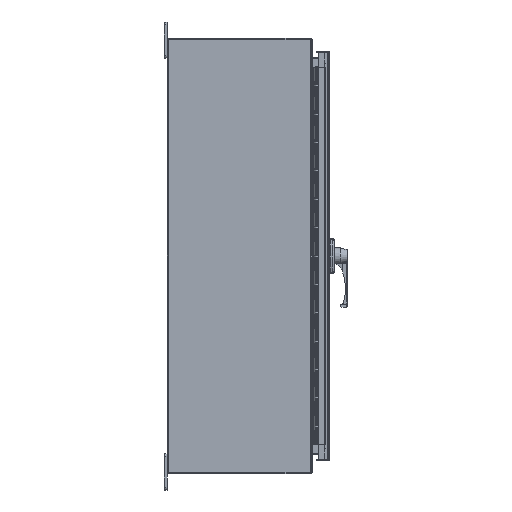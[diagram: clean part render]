
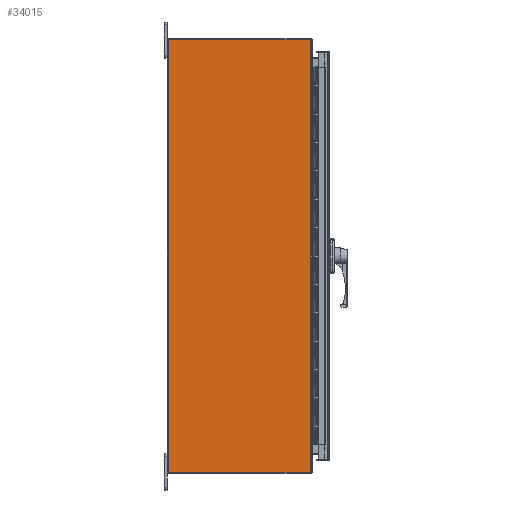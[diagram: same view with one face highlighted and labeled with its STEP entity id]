
A CAD part, left-side view. The second image highlights one B-rep face of the part: STEP entity #34015.
In plain terms, the highlighted planar face has unit normal (-1, 0, 0).
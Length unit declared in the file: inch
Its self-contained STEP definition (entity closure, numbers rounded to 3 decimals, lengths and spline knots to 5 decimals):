
#397 = ORIENTED_EDGE ( 'NONE', *, *, #31022, .F. ) ;
#994 = VERTEX_POINT ( 'NONE', #25450 ) ;
#1195 = ORIENTED_EDGE ( 'NONE', *, *, #12274, .F. ) ;
#1499 = CARTESIAN_POINT ( 'NONE',  ( -24., -0.036, -14.92789 ) ) ;
#2797 = DIRECTION ( 'NONE',  ( 0., -1., 0. ) ) ;
#2933 = CARTESIAN_POINT ( 'NONE',  ( -24., -9.82, 14.92218 ) ) ;
#3078 = CARTESIAN_POINT ( 'NONE',  ( -24., 0., 14.92789 ) ) ;
#5274 = PLANE ( 'NONE',  #35019 ) ;
#5722 = AXIS2_PLACEMENT_3D ( 'NONE', #43379, #34673, #33812 ) ;
#9185 = VECTOR ( 'NONE', #28374, 39.37008 ) ;
#9641 = CARTESIAN_POINT ( 'NONE',  ( -24., 0., 104.298 ) ) ;
#10402 = VERTEX_POINT ( 'NONE', #38366 ) ;
#11104 = LINE ( 'NONE', #38059, #48516 ) ;
#11395 = DIRECTION ( 'NONE',  ( 0., 1., 0. ) ) ;
#11668 = DIRECTION ( 'NONE',  ( 0., 0., 1. ) ) ;
#12274 = EDGE_CURVE ( 'NONE', #46870, #10402, #54777, .T. ) ;
#15729 = CARTESIAN_POINT ( 'NONE',  ( -24., -9.78671, 14.82789 ) ) ;
#16139 = LINE ( 'NONE', #3078, #20786 ) ;
#17763 = DIRECTION ( 'NONE',  ( 0., 0., -1. ) ) ;
#19625 = EDGE_CURVE ( 'NONE', #10402, #52986, #40916, .T. ) ;
#20462 = AXIS2_PLACEMENT_3D ( 'NONE', #15729, #28507, #46208 ) ;
#20786 = VECTOR ( 'NONE', #2797, 39.37008 ) ;
#25049 = EDGE_CURVE ( 'NONE', #34137, #994, #11104, .T. ) ;
#25450 = CARTESIAN_POINT ( 'NONE',  ( -24., -0.036, 14.92789 ) ) ;
#28374 = DIRECTION ( 'NONE',  ( 0., 0., -1. ) ) ;
#28507 = DIRECTION ( 'NONE',  ( 1., 0., 0. ) ) ;
#28937 = CARTESIAN_POINT ( 'NONE',  ( -24., -9.82, 104.298 ) ) ;
#29693 = ORIENTED_EDGE ( 'NONE', *, *, #25049, .F. ) ;
#31022 = EDGE_CURVE ( 'NONE', #48711, #46870, #40834, .T. ) ;
#31122 = FACE_OUTER_BOUND ( 'NONE', #34251, .T. ) ;
#32775 = CARTESIAN_POINT ( 'NONE',  ( -24., -9.78671, 14.92789 ) ) ;
#33812 = DIRECTION ( 'NONE',  ( 0., 0., 1. ) ) ;
#34003 = CARTESIAN_POINT ( 'NONE',  ( -24., 0., -14.92789 ) ) ;
#34015 = ADVANCED_FACE ( 'NONE', ( #31122 ), #5274, .F. ) ;
#34137 = VERTEX_POINT ( 'NONE', #1499 ) ;
#34251 = EDGE_LOOP ( 'NONE', ( #52223, #1195, #397, #43490, #29693, #36142 ) ) ;
#34673 = DIRECTION ( 'NONE',  ( 1., 0., 0. ) ) ;
#35019 = AXIS2_PLACEMENT_3D ( 'NONE', #9641, #49083, #17763 ) ;
#36142 = ORIENTED_EDGE ( 'NONE', *, *, #50720, .F. ) ;
#38059 = CARTESIAN_POINT ( 'NONE',  ( -24., -0.036, -14.892 ) ) ;
#38366 = CARTESIAN_POINT ( 'NONE',  ( -24., -9.82, -14.92218 ) ) ;
#40834 = CIRCLE ( 'NONE', #20462, 0.1 ) ;
#40916 = CIRCLE ( 'NONE', #5722, 0.1 ) ;
#41238 = VECTOR ( 'NONE', #11395, 39.37008 ) ;
#43379 = CARTESIAN_POINT ( 'NONE',  ( -24., -9.78671, -14.82789 ) ) ;
#43490 = ORIENTED_EDGE ( 'NONE', *, *, #44343, .F. ) ;
#44343 = EDGE_CURVE ( 'NONE', #994, #48711, #16139, .T. ) ;
#46208 = DIRECTION ( 'NONE',  ( 0., 0., -1. ) ) ;
#46870 = VERTEX_POINT ( 'NONE', #2933 ) ;
#48516 = VECTOR ( 'NONE', #11668, 39.37008 ) ;
#48711 = VERTEX_POINT ( 'NONE', #32775 ) ;
#49083 = DIRECTION ( 'NONE',  ( 1., 0., 0. ) ) ;
#50720 = EDGE_CURVE ( 'NONE', #52986, #34137, #51408, .T. ) ;
#51408 = LINE ( 'NONE', #34003, #41238 ) ;
#52223 = ORIENTED_EDGE ( 'NONE', *, *, #19625, .F. ) ;
#52986 = VERTEX_POINT ( 'NONE', #54183 ) ;
#54183 = CARTESIAN_POINT ( 'NONE',  ( -24., -9.78671, -14.92789 ) ) ;
#54777 = LINE ( 'NONE', #28937, #9185 ) ;
